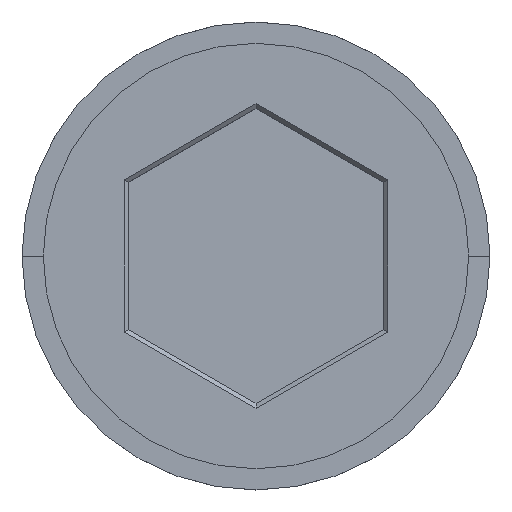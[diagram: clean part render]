
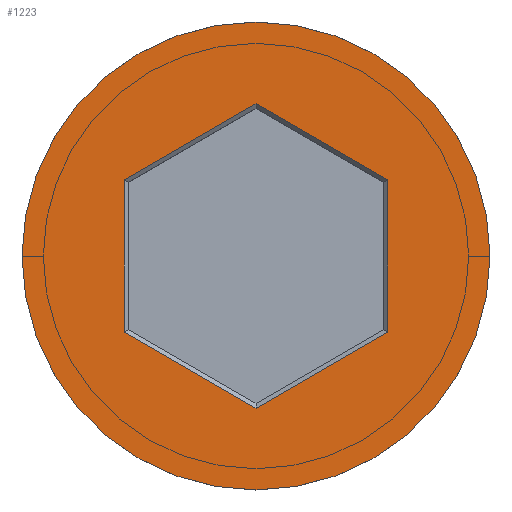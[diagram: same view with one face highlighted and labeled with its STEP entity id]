
A CAD part, top view. The second image highlights one B-rep face of the part: STEP entity #1223.
In plain terms, the highlighted planar face has unit normal (0, 0, 1).
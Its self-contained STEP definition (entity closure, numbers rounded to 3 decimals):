
#49 = CIRCLE ( 'NONE', #136, 5.5 ) ;
#90 = CARTESIAN_POINT ( 'NONE',  ( 3.05, 1.819, 0. ) ) ;
#97 = ORIENTED_EDGE ( 'NONE', *, *, #331, .T. ) ;
#117 = ORIENTED_EDGE ( 'NONE', *, *, #480, .T. ) ;
#120 = DIRECTION ( 'NONE',  ( 0.866, 0.5, 0. ) ) ;
#136 = AXIS2_PLACEMENT_3D ( 'NONE', #770, #141, #272 ) ;
#141 = DIRECTION ( 'NONE',  ( 0., 0., 1. ) ) ;
#144 = CARTESIAN_POINT ( 'NONE',  ( 0., 0., 0. ) ) ;
#187 = CARTESIAN_POINT ( 'NONE',  ( -3.1, -1.79, 0. ) ) ;
#202 = CARTESIAN_POINT ( 'NONE',  ( 3.1, -1.79, 0. ) ) ;
#210 = LINE ( 'NONE', #886, #1309 ) ;
#251 = PLANE ( 'NONE',  #868 ) ;
#266 = CIRCLE ( 'NONE', #1526, 5.5 ) ;
#272 = DIRECTION ( 'NONE',  ( 1., 0., 0. ) ) ;
#280 = CARTESIAN_POINT ( 'NONE',  ( 0., -3.58, 0. ) ) ;
#303 = DIRECTION ( 'NONE',  ( 0., -1., 0. ) ) ;
#316 = VERTEX_POINT ( 'NONE', #280 ) ;
#331 = EDGE_CURVE ( 'NONE', #1591, #456, #266, .T. ) ;
#347 = CARTESIAN_POINT ( 'NONE',  ( -3.1, 1.79, 0. ) ) ;
#396 = EDGE_CURVE ( 'NONE', #481, #446, #581, .T. ) ;
#399 = CARTESIAN_POINT ( 'NONE',  ( 5.5, 0., 0. ) ) ;
#420 = LINE ( 'NONE', #1073, #1279 ) ;
#437 = EDGE_CURVE ( 'NONE', #679, #316, #210, .T. ) ;
#446 = VERTEX_POINT ( 'NONE', #910 ) ;
#456 = VERTEX_POINT ( 'NONE', #399 ) ;
#478 = DIRECTION ( 'NONE',  ( 1., 0., 0. ) ) ;
#480 = EDGE_CURVE ( 'NONE', #446, #1217, #1487, .T. ) ;
#481 = VERTEX_POINT ( 'NONE', #347 ) ;
#512 = CARTESIAN_POINT ( 'NONE',  ( -3.05, -1.819, 0. ) ) ;
#545 = EDGE_CURVE ( 'NONE', #456, #1591, #49, .T. ) ;
#547 = LINE ( 'NONE', #815, #765 ) ;
#581 = LINE ( 'NONE', #607, #1551 ) ;
#607 = CARTESIAN_POINT ( 'NONE',  ( -0.05, 3.551, 0. ) ) ;
#679 = VERTEX_POINT ( 'NONE', #202 ) ;
#713 = FACE_BOUND ( 'NONE', #1140, .T. ) ;
#743 = ORIENTED_EDGE ( 'NONE', *, *, #1515, .T. ) ;
#746 = DIRECTION ( 'NONE',  ( 0., 0., 1. ) ) ;
#763 = VECTOR ( 'NONE', #1577, 1000. ) ;
#765 = VECTOR ( 'NONE', #1066, 1000. ) ;
#770 = CARTESIAN_POINT ( 'NONE',  ( 0., 0., 0. ) ) ;
#791 = ORIENTED_EDGE ( 'NONE', *, *, #1055, .T. ) ;
#815 = CARTESIAN_POINT ( 'NONE',  ( -3.1, 1.732, 0. ) ) ;
#823 = ORIENTED_EDGE ( 'NONE', *, *, #437, .T. ) ;
#868 = AXIS2_PLACEMENT_3D ( 'NONE', #1089, #746, #478 ) ;
#886 = CARTESIAN_POINT ( 'NONE',  ( 0.05, -3.551, 0. ) ) ;
#907 = ORIENTED_EDGE ( 'NONE', *, *, #545, .T. ) ;
#910 = CARTESIAN_POINT ( 'NONE',  ( 0., 3.58, 0. ) ) ;
#1024 = DIRECTION ( 'NONE',  ( -0.866, 0.5, 0. ) ) ;
#1030 = DIRECTION ( 'NONE',  ( -0.866, -0.5, 0. ) ) ;
#1055 = EDGE_CURVE ( 'NONE', #1113, #481, #547, .T. ) ;
#1066 = DIRECTION ( 'NONE',  ( 0., 1., 0. ) ) ;
#1073 = CARTESIAN_POINT ( 'NONE',  ( 3.1, -1.732, 0. ) ) ;
#1089 = CARTESIAN_POINT ( 'NONE',  ( 0., 0., 0. ) ) ;
#1112 = DIRECTION ( 'NONE',  ( 1., 0., 0. ) ) ;
#1113 = VERTEX_POINT ( 'NONE', #187 ) ;
#1140 = EDGE_LOOP ( 'NONE', ( #791, #1187, #117, #743, #823, #1598 ) ) ;
#1173 = CARTESIAN_POINT ( 'NONE',  ( -5.5, 0., 0. ) ) ;
#1187 = ORIENTED_EDGE ( 'NONE', *, *, #396, .T. ) ;
#1217 = VERTEX_POINT ( 'NONE', #1463 ) ;
#1223 = ADVANCED_FACE ( 'NONE', ( #713, #1373 ), #251, .T. ) ;
#1251 = LINE ( 'NONE', #512, #1331 ) ;
#1279 = VECTOR ( 'NONE', #303, 1000. ) ;
#1282 = DIRECTION ( 'NONE',  ( 0., 0., 1. ) ) ;
#1309 = VECTOR ( 'NONE', #1030, 1000. ) ;
#1331 = VECTOR ( 'NONE', #1024, 1000. ) ;
#1333 = EDGE_LOOP ( 'NONE', ( #907, #97 ) ) ;
#1373 = FACE_OUTER_BOUND ( 'NONE', #1333, .T. ) ;
#1396 = EDGE_CURVE ( 'NONE', #316, #1113, #1251, .T. ) ;
#1463 = CARTESIAN_POINT ( 'NONE',  ( 3.1, 1.79, 0. ) ) ;
#1487 = LINE ( 'NONE', #90, #763 ) ;
#1515 = EDGE_CURVE ( 'NONE', #1217, #679, #420, .T. ) ;
#1526 = AXIS2_PLACEMENT_3D ( 'NONE', #144, #1282, #1112 ) ;
#1551 = VECTOR ( 'NONE', #120, 1000. ) ;
#1577 = DIRECTION ( 'NONE',  ( 0.866, -0.5, 0. ) ) ;
#1591 = VERTEX_POINT ( 'NONE', #1173 ) ;
#1598 = ORIENTED_EDGE ( 'NONE', *, *, #1396, .T. ) ;
